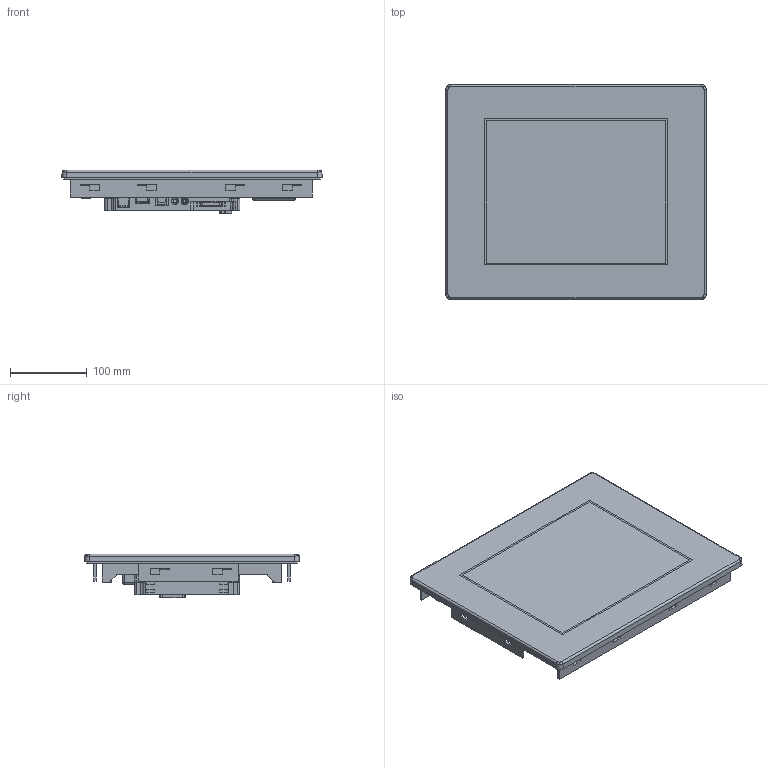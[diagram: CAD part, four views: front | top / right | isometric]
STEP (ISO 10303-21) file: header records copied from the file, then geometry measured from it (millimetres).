
FILE_DESCRIPTION (( 'STEP AP214' ), '1' );
FILE_NAME ('EA7-T12C.STEP', '2011-04-11T13:07:23', ( '.adc' ), ( '' ), 'SwSTEP 2.0', 'SolidWorks 2009', '' );
FILE_SCHEMA (( 'AUTOMOTIVE_DESIGN' ));
Length unit declared in the file: millimetre
Products named in the file (1): EA7-T12C
Bounding box: 339.5 x 280 x 56.95 mm (x, y, z)
Volume: 2812416.1 mm3; surface area: 311151.4 mm2
Topology: 1 solids, 2 shells, 555 faces, 1470 edges, 962 vertices
Faces by surface type: plane 408, cylinder 125, bspline 12, torus 7, sphere 3
Entity records: 22274 total; most frequent: CARTESIAN_POINT 3431, ORIENTED_EDGE 2934, DIRECTION 2777, EDGE_CURVE 1467, VECTOR 1185, LINE 1185, VERTEX_POINT 962, AXIS2_PLACEMENT_3D 796
